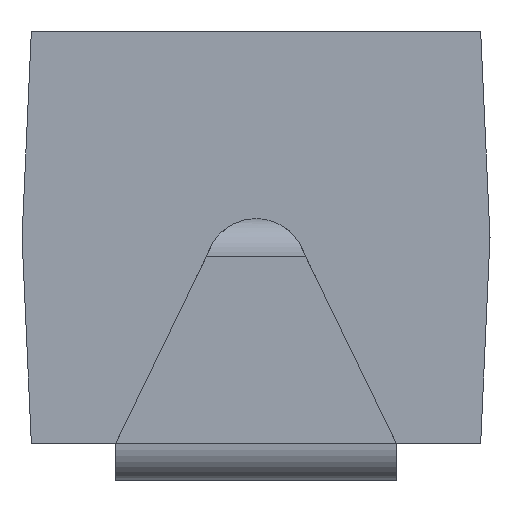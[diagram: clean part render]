
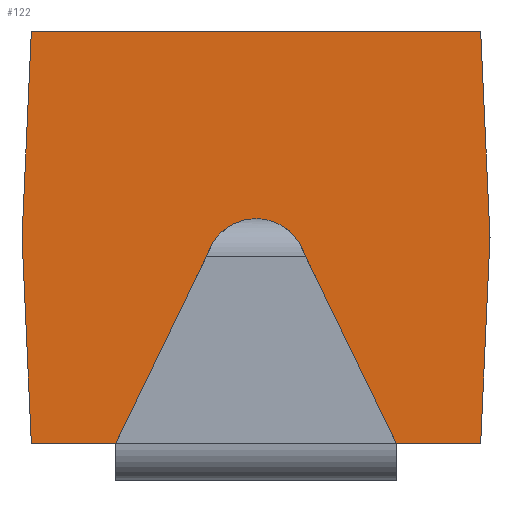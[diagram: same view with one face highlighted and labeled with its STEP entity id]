
A CAD part, left-side view. The second image highlights one B-rep face of the part: STEP entity #122.
In plain terms, the highlighted planar face has unit normal (-1, 0, 0).
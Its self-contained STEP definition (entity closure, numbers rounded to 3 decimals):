
#22 = VERTEX_POINT('',#23);
#23 = CARTESIAN_POINT('',(-2.,-1.2,0.21));
#40 = VERTEX_POINT('',#41);
#41 = CARTESIAN_POINT('',(-2.,1.2,0.21));
#47 = EDGE_CURVE('',#22,#40,#48,.T.);
#48 = LINE('',#49,#50);
#49 = CARTESIAN_POINT('',(-2.,-1.2,0.21));
#50 = VECTOR('',#51,1.);
#51 = DIRECTION('',(0.,1.,0.));
#96 = VERTEX_POINT('',#97);
#97 = CARTESIAN_POINT('',(-2.,-1.25,1.31));
#112 = EDGE_CURVE('',#96,#22,#113,.T.);
#113 = LINE('',#114,#115);
#114 = CARTESIAN_POINT('',(-2.,-1.25,1.31));
#115 = VECTOR('',#116,1.);
#116 = DIRECTION('',(0.,0.045,
    -0.999));
#122 = ADVANCED_FACE('',(#123),#157,.F.);
#123 = FACE_BOUND('',#124,.F.);
#124 = EDGE_LOOP('',(#125,#126,#134,#142,#150,#156));
#125 = ORIENTED_EDGE('',*,*,#47,.T.);
#126 = ORIENTED_EDGE('',*,*,#127,.T.);
#127 = EDGE_CURVE('',#40,#128,#130,.T.);
#128 = VERTEX_POINT('',#129);
#129 = CARTESIAN_POINT('',(-2.,1.25,1.31));
#130 = LINE('',#131,#132);
#131 = CARTESIAN_POINT('',(-2.,1.2,0.21));
#132 = VECTOR('',#133,1.);
#133 = DIRECTION('',(0.,0.045,
    0.999));
#134 = ORIENTED_EDGE('',*,*,#135,.T.);
#135 = EDGE_CURVE('',#128,#136,#138,.T.);
#136 = VERTEX_POINT('',#137);
#137 = CARTESIAN_POINT('',(-2.,1.2,2.41));
#138 = LINE('',#139,#140);
#139 = CARTESIAN_POINT('',(-2.,1.25,1.31));
#140 = VECTOR('',#141,1.);
#141 = DIRECTION('',(0.,-0.045,
    0.999));
#142 = ORIENTED_EDGE('',*,*,#143,.T.);
#143 = EDGE_CURVE('',#136,#144,#146,.T.);
#144 = VERTEX_POINT('',#145);
#145 = CARTESIAN_POINT('',(-2.,-1.2,2.41));
#146 = LINE('',#147,#148);
#147 = CARTESIAN_POINT('',(-2.,1.2,2.41));
#148 = VECTOR('',#149,1.);
#149 = DIRECTION('',(0.,-1.,0.));
#150 = ORIENTED_EDGE('',*,*,#151,.T.);
#151 = EDGE_CURVE('',#144,#96,#152,.T.);
#152 = LINE('',#153,#154);
#153 = CARTESIAN_POINT('',(-2.,-1.2,2.41));
#154 = VECTOR('',#155,1.);
#155 = DIRECTION('',(0.,-0.045,
    -0.999));
#156 = ORIENTED_EDGE('',*,*,#112,.T.);
#157 = PLANE('',#158);
#158 = AXIS2_PLACEMENT_3D('',#159,#160,#161);
#159 = CARTESIAN_POINT('',(-2.,0.,1.31));
#160 = DIRECTION('',(1.,0.,0.));
#161 = DIRECTION('',(0.,0.,1.));
